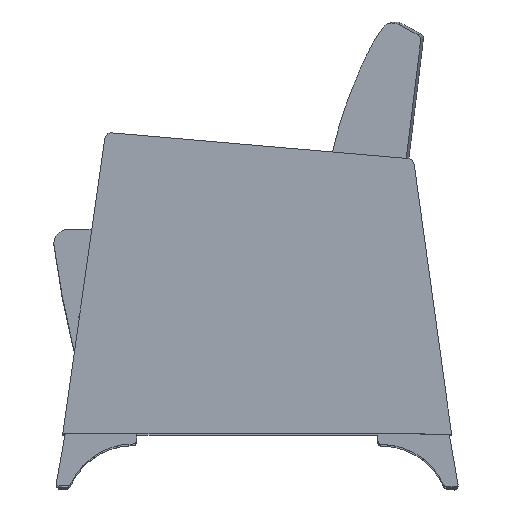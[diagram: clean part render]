
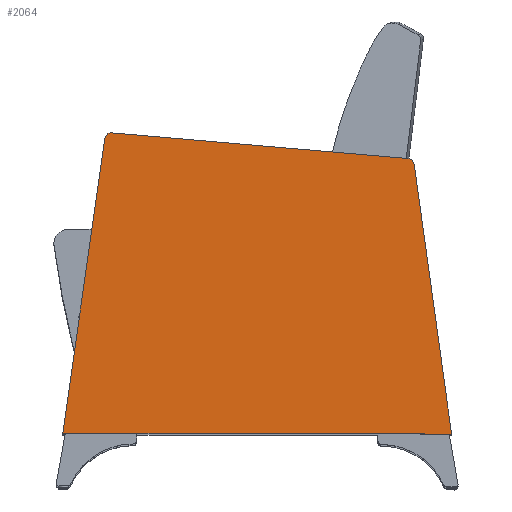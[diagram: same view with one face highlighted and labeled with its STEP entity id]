
A CAD part, top view. The second image highlights one B-rep face of the part: STEP entity #2064.
In plain terms, the highlighted planar face has unit normal (0, 0, 1).
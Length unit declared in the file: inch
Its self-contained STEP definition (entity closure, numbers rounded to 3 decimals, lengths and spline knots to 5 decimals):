
#245=PLANE('',#2251);
#288=FACE_OUTER_BOUND('',#423,.T.);
#423=EDGE_LOOP('',(#1437,#1438,#1439,#1440,#1441,#1442));
#585=LINE('',#3140,#695);
#588=LINE('',#3145,#698);
#589=LINE('',#3150,#699);
#590=LINE('',#3151,#700);
#695=VECTOR('',#2519,0.3937);
#698=VECTOR('',#2524,0.3937);
#699=VECTOR('',#2529,0.3937);
#700=VECTOR('',#2530,0.3937);
#799=CIRCLE('',#2245,0.5);
#802=CIRCLE('',#2252,0.5);
#914=VERTEX_POINT('',#3120);
#915=VERTEX_POINT('',#3121);
#922=VERTEX_POINT('',#3139);
#923=VERTEX_POINT('',#3143);
#924=VERTEX_POINT('',#3147);
#925=VERTEX_POINT('',#3149);
#1116=EDGE_CURVE('',#914,#915,#799,.T.);
#1125=EDGE_CURVE('',#915,#922,#585,.T.);
#1128=EDGE_CURVE('',#914,#923,#588,.T.);
#1129=EDGE_CURVE('',#924,#923,#802,.T.);
#1130=EDGE_CURVE('',#925,#924,#589,.T.);
#1131=EDGE_CURVE('',#922,#925,#590,.T.);
#1437=ORIENTED_EDGE('',*,*,#1116,.F.);
#1438=ORIENTED_EDGE('',*,*,#1128,.T.);
#1439=ORIENTED_EDGE('',*,*,#1129,.F.);
#1440=ORIENTED_EDGE('',*,*,#1130,.F.);
#1441=ORIENTED_EDGE('',*,*,#1131,.F.);
#1442=ORIENTED_EDGE('',*,*,#1125,.F.);
#2064=ADVANCED_FACE('',(#288),#245,.T.);
#2245=AXIS2_PLACEMENT_3D('',#3122,#2503,#2504);
#2251=AXIS2_PLACEMENT_3D('',#3146,#2525,#2526);
#2252=AXIS2_PLACEMENT_3D('',#3148,#2527,#2528);
#2503=DIRECTION('center_axis',(0.,0.,-1.));
#2504=DIRECTION('ref_axis',(0.687,0.726,0.));
#2519=DIRECTION('',(0.139,-0.99,0.));
#2524=DIRECTION('',(-0.996,0.084,0.));
#2525=DIRECTION('center_axis',(0.,0.,1.));
#2526=DIRECTION('ref_axis',(1.,0.,0.));
#2527=DIRECTION('center_axis',(0.,0.,-1.));
#2528=DIRECTION('ref_axis',(-0.656,0.755,0.));
#2529=DIRECTION('',(0.139,0.99,0.));
#2530=DIRECTION('',(-1.,0.,0.));
#3120=CARTESIAN_POINT('',(9.12104,20.07558,2.75));
#3121=CARTESIAN_POINT('',(9.57405,19.64695,2.75));
#3122=CARTESIAN_POINT('Origin',(9.07891,19.57736,2.75));
#3139=CARTESIAN_POINT('',(12.28079,0.38751,2.75));
#3140=CARTESIAN_POINT('',(9.25916,21.88751,2.75));
#3143=CARTESIAN_POINT('',(-12.15771,21.87479,2.75));
#3145=CARTESIAN_POINT('',(-6.44152,21.39147,2.75));
#3146=CARTESIAN_POINT('Origin',(-1.61059,10.43854,2.75));
#3147=CARTESIAN_POINT('',(-12.54082,21.45709,2.75));
#3148=CARTESIAN_POINT('Origin',(-12.04569,21.38751,2.75));
#3149=CARTESIAN_POINT('',(-15.50196,0.38751,2.75));
#3150=CARTESIAN_POINT('',(-15.50196,0.38751,2.75));
#3151=CARTESIAN_POINT('',(12.28079,0.38751,2.75));
